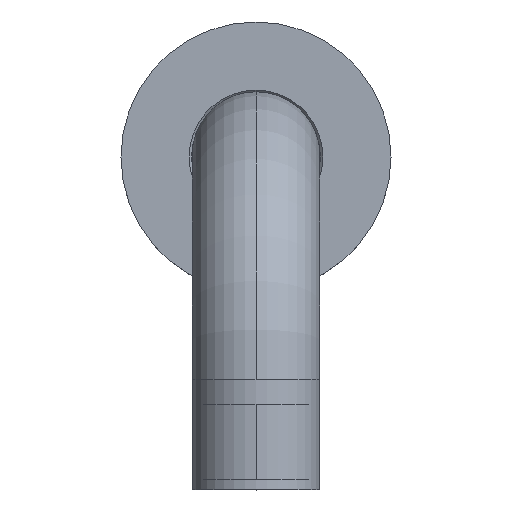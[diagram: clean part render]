
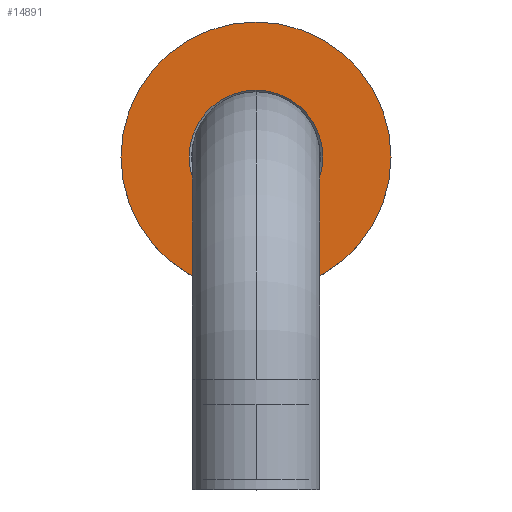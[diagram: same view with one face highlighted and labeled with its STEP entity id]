
A CAD part, top view. The second image highlights one B-rep face of the part: STEP entity #14891.
In plain terms, the highlighted planar face has unit normal (0, 0, 1).
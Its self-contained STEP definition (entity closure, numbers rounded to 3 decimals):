
#2506 = ORIENTED_EDGE ( 'NONE', *, *, #19114, .F. ) ;
#3363 = CARTESIAN_POINT ( 'NONE',  ( 0., 0., 10. ) ) ;
#3423 = EDGE_CURVE ( 'NONE', #64324, #28641, #10511, .T. ) ;
#4688 = DIRECTION ( 'NONE',  ( 0., 1., 0. ) ) ;
#5331 = DIRECTION ( 'NONE',  ( 0., 0., -1. ) ) ;
#6173 = EDGE_CURVE ( 'NONE', #28641, #64324, #8168, .T. ) ;
#8168 = CIRCLE ( 'NONE', #15580, 13.375 ) ;
#8224 = DIRECTION ( 'NONE',  ( 0., 0., -1. ) ) ;
#9031 = EDGE_LOOP ( 'NONE', ( #44510, #61142 ) ) ;
#10511 = CIRCLE ( 'NONE', #11536, 13.375 ) ;
#10531 = VERTEX_POINT ( 'NONE', #41677 ) ;
#11536 = AXIS2_PLACEMENT_3D ( 'NONE', #14111, #8224, #48469 ) ;
#13876 = DIRECTION ( 'NONE',  ( 0., 1., 0. ) ) ;
#14111 = CARTESIAN_POINT ( 'NONE',  ( 0., 0., 10. ) ) ;
#14891 = ADVANCED_FACE ( 'NONE', ( #53237, #48244 ), #23137, .F. ) ;
#15580 = AXIS2_PLACEMENT_3D ( 'NONE', #45311, #39378, #35011 ) ;
#19114 = EDGE_CURVE ( 'NONE', #31079, #10531, #33248, .T. ) ;
#19619 = AXIS2_PLACEMENT_3D ( 'NONE', #3363, #23774, #13876 ) ;
#21855 = EDGE_CURVE ( 'NONE', #10531, #31079, #55745, .T. ) ;
#23137 = PLANE ( 'NONE',  #53355 ) ;
#23774 = DIRECTION ( 'NONE',  ( 0., 0., -1. ) ) ;
#24483 = CARTESIAN_POINT ( 'NONE',  ( 0., 0., 10. ) ) ;
#24758 = CARTESIAN_POINT ( 'NONE',  ( -27., 0., 10. ) ) ;
#26983 = CARTESIAN_POINT ( 'NONE',  ( 0., -13.375, 10. ) ) ;
#27516 = ORIENTED_EDGE ( 'NONE', *, *, #21855, .F. ) ;
#28641 = VERTEX_POINT ( 'NONE', #40322 ) ;
#29418 = DIRECTION ( 'NONE',  ( 0., 0., -1. ) ) ;
#31079 = VERTEX_POINT ( 'NONE', #60913 ) ;
#33248 = CIRCLE ( 'NONE', #19619, 27. ) ;
#35011 = DIRECTION ( 'NONE',  ( 0., 1., 0. ) ) ;
#38852 = AXIS2_PLACEMENT_3D ( 'NONE', #24483, #29418, #64799 ) ;
#39378 = DIRECTION ( 'NONE',  ( 0., 0., -1. ) ) ;
#40322 = CARTESIAN_POINT ( 'NONE',  ( 0., 13.375, 10. ) ) ;
#41677 = CARTESIAN_POINT ( 'NONE',  ( 0., -27., 10. ) ) ;
#44510 = ORIENTED_EDGE ( 'NONE', *, *, #3423, .T. ) ;
#45020 = EDGE_LOOP ( 'NONE', ( #2506, #27516 ) ) ;
#45311 = CARTESIAN_POINT ( 'NONE',  ( 0., 0., 10. ) ) ;
#48244 = FACE_BOUND ( 'NONE', #9031, .T. ) ;
#48469 = DIRECTION ( 'NONE',  ( 0., 1., 0. ) ) ;
#53237 = FACE_OUTER_BOUND ( 'NONE', #45020, .T. ) ;
#53355 = AXIS2_PLACEMENT_3D ( 'NONE', #24758, #5331, #4688 ) ;
#55745 = CIRCLE ( 'NONE', #38852, 27. ) ;
#60913 = CARTESIAN_POINT ( 'NONE',  ( 0., 27., 10. ) ) ;
#61142 = ORIENTED_EDGE ( 'NONE', *, *, #6173, .T. ) ;
#64324 = VERTEX_POINT ( 'NONE', #26983 ) ;
#64799 = DIRECTION ( 'NONE',  ( 0., 1., 0. ) ) ;
